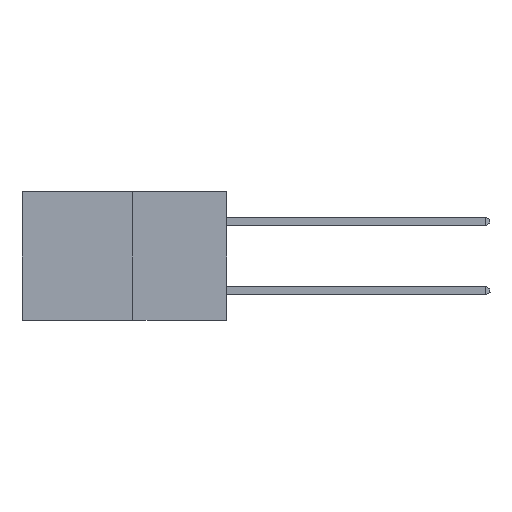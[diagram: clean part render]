
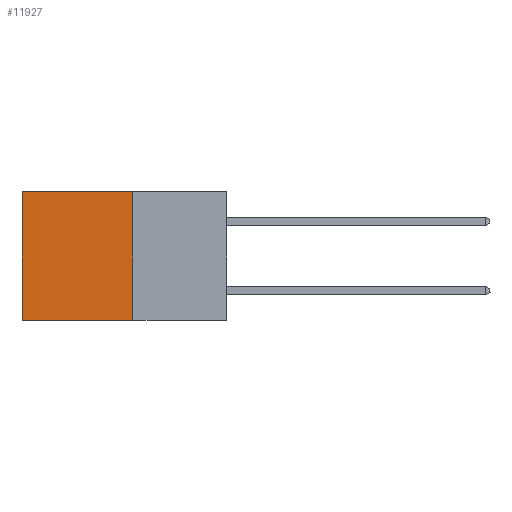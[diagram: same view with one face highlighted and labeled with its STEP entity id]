
A CAD part, left-side view. The second image highlights one B-rep face of the part: STEP entity #11927.
In plain terms, the highlighted planar face has unit normal (-1, 0, 0).
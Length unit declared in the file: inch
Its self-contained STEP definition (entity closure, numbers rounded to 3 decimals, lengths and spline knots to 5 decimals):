
#452 = LINE ( 'NONE', #2194, #11412 ) ;
#1031 = DIRECTION ( 'NONE',  ( 1., 0., 0. ) ) ;
#2194 = CARTESIAN_POINT ( 'NONE',  ( 0.277, 0.59, -0.37 ) ) ;
#2701 = CARTESIAN_POINT ( 'NONE',  ( 0.277, 0.27, 0. ) ) ;
#2857 = CARTESIAN_POINT ( 'NONE',  ( 0.277, 0.27, 0. ) ) ;
#2927 = LINE ( 'NONE', #2857, #25332 ) ;
#3196 = EDGE_CURVE ( 'NONE', #7378, #25607, #2927, .T. ) ;
#3431 = EDGE_LOOP ( 'NONE', ( #11885, #26550, #10056, #18163 ) ) ;
#4204 = VERTEX_POINT ( 'NONE', #21576 ) ;
#6841 = DIRECTION ( 'NONE',  ( 0., 1., 0. ) ) ;
#7096 = VECTOR ( 'NONE', #21207, 39.37008 ) ;
#7378 = VERTEX_POINT ( 'NONE', #2701 ) ;
#10056 = ORIENTED_EDGE ( 'NONE', *, *, #13346, .F. ) ;
#11412 = VECTOR ( 'NONE', #23951, 39.37008 ) ;
#11885 = ORIENTED_EDGE ( 'NONE', *, *, #26503, .T. ) ;
#11927 = ADVANCED_FACE ( 'NONE', ( #20739 ), #11940, .F. ) ;
#11940 = PLANE ( 'NONE',  #25421 ) ;
#12678 = CARTESIAN_POINT ( 'NONE',  ( 0.277, 0.59, 0. ) ) ;
#13246 = VERTEX_POINT ( 'NONE', #27372 ) ;
#13346 = EDGE_CURVE ( 'NONE', #7378, #4204, #18635, .T. ) ;
#13831 = DIRECTION ( 'NONE',  ( 0., 1., 0. ) ) ;
#16279 = DIRECTION ( 'NONE',  ( 0., 0., -1. ) ) ;
#17095 = VECTOR ( 'NONE', #6841, 39.37008 ) ;
#18163 = ORIENTED_EDGE ( 'NONE', *, *, #3196, .T. ) ;
#18635 = LINE ( 'NONE', #19048, #7096 ) ;
#19048 = CARTESIAN_POINT ( 'NONE',  ( 0.277, 0.27, -0.37 ) ) ;
#20739 = FACE_OUTER_BOUND ( 'NONE', #3431, .T. ) ;
#21207 = DIRECTION ( 'NONE',  ( 0., 0., -1. ) ) ;
#21576 = CARTESIAN_POINT ( 'NONE',  ( 0.277, 0.27, -0.37 ) ) ;
#21949 = CARTESIAN_POINT ( 'NONE',  ( 0.277, 0.27, -0.37 ) ) ;
#22235 = EDGE_CURVE ( 'NONE', #4204, #13246, #27224, .T. ) ;
#23951 = DIRECTION ( 'NONE',  ( 0., 0., -1. ) ) ;
#25332 = VECTOR ( 'NONE', #13831, 39.37008 ) ;
#25421 = AXIS2_PLACEMENT_3D ( 'NONE', #27041, #1031, #16279 ) ;
#25607 = VERTEX_POINT ( 'NONE', #12678 ) ;
#26503 = EDGE_CURVE ( 'NONE', #25607, #13246, #452, .T. ) ;
#26550 = ORIENTED_EDGE ( 'NONE', *, *, #22235, .F. ) ;
#27041 = CARTESIAN_POINT ( 'NONE',  ( 0.277, 0.27, -0.37 ) ) ;
#27224 = LINE ( 'NONE', #21949, #17095 ) ;
#27372 = CARTESIAN_POINT ( 'NONE',  ( 0.277, 0.59, -0.37 ) ) ;
